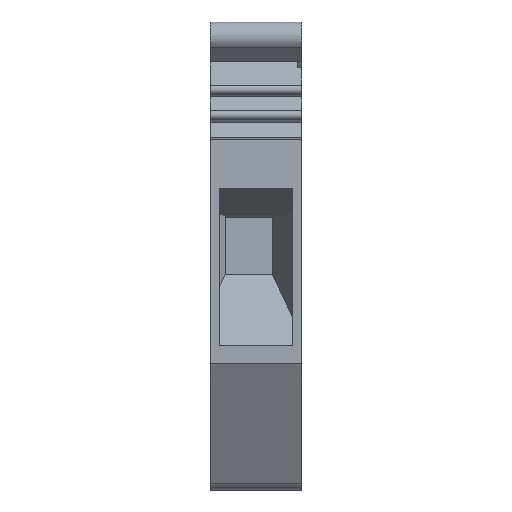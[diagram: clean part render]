
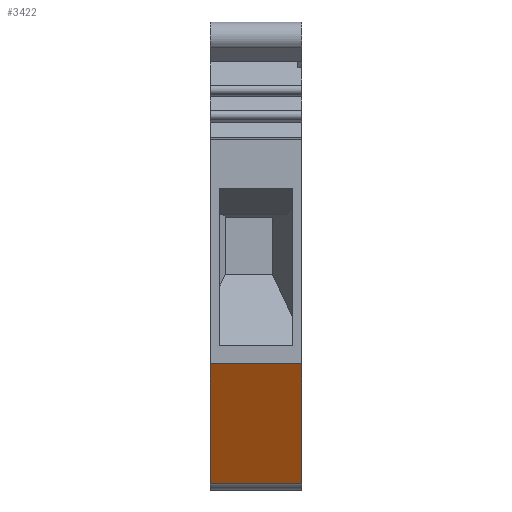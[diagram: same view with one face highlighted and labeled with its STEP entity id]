
A CAD part, left-side view. The second image highlights one B-rep face of the part: STEP entity #3422.
In plain terms, the highlighted planar face has unit normal (-0.866, 0, -0.5).
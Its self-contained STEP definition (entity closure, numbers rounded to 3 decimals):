
#490=ORIENTED_EDGE('',*,*,#935,.F.);
#491=ORIENTED_EDGE('',*,*,#1003,.F.);
#492=ORIENTED_EDGE('',*,*,#1083,.T.);
#493=ORIENTED_EDGE('',*,*,#1084,.T.);
#935=EDGE_CURVE('',#1273,#1274,#1532,.T.);
#1003=EDGE_CURVE('',#1330,#1273,#1586,.T.);
#1083=EDGE_CURVE('',#1330,#1379,#1649,.T.);
#1084=EDGE_CURVE('',#1379,#1274,#1650,.T.);
#1273=VERTEX_POINT('',#4580);
#1274=VERTEX_POINT('',#4582);
#1330=VERTEX_POINT('',#4717);
#1379=VERTEX_POINT('',#4872);
#1532=LINE('',#4581,#1827);
#1586=LINE('',#4718,#1881);
#1649=LINE('',#4873,#1944);
#1650=LINE('',#4875,#1945);
#1827=VECTOR('',#3854,1000.);
#1881=VECTOR('',#3960,1000.);
#1944=VECTOR('',#4109,1000.);
#1945=VECTOR('',#4112,1000.);
#2106=EDGE_LOOP('',(#490,#491,#492,#493));
#2250=FACE_BOUND('',#2106,.T.);
#2381=PLANE('',#3599);
#3422=ADVANCED_FACE('',(#2250),#2381,.F.);
#3599=AXIS2_PLACEMENT_3D('',#4874,#4110,#4111);
#3854=DIRECTION('',(0.,1.,0.));
#3960=DIRECTION('',(0.5,0.,-0.866));
#4109=DIRECTION('',(0.,1.,0.));
#4110=DIRECTION('',(0.866,0.,0.5));
#4111=DIRECTION('',(0.5,0.,-0.866));
#4112=DIRECTION('',(0.5,0.,-0.866));
#4580=CARTESIAN_POINT('',(-9.385,-6.1,-8.323));
#4581=CARTESIAN_POINT('',(-9.385,-6.1,-8.323));
#4582=CARTESIAN_POINT('',(-9.385,0.,-8.323));
#4717=CARTESIAN_POINT('',(-14.,-6.1,-0.331));
#4718=CARTESIAN_POINT('',(-14.,-6.1,-0.331));
#4872=CARTESIAN_POINT('',(-14.,0.,-0.331));
#4873=CARTESIAN_POINT('',(-14.,-6.1,-0.331));
#4874=CARTESIAN_POINT('',(-14.,-6.1,-0.331));
#4875=CARTESIAN_POINT('',(-14.,0.,-0.331));
